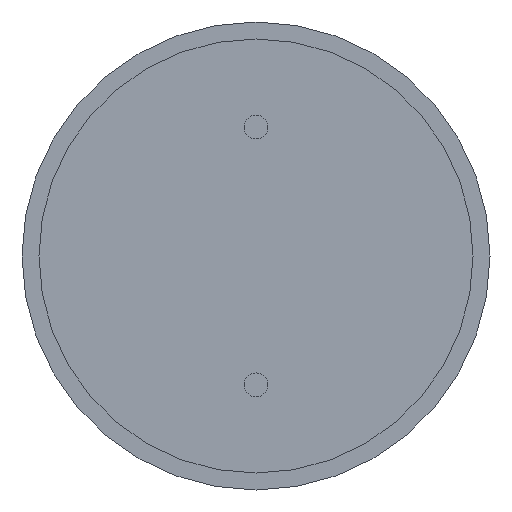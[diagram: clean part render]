
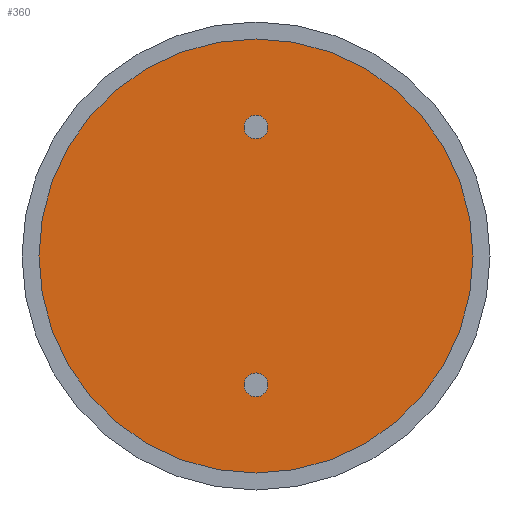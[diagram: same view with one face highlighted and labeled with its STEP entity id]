
A CAD part, front view. The second image highlights one B-rep face of the part: STEP entity #360.
In plain terms, the highlighted planar face has unit normal (0, -1, 0).
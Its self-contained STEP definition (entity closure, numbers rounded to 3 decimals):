
#1 = ORIENTED_EDGE ( 'NONE', *, *, #106, .T. ) ;
#12 = VERTEX_POINT ( 'NONE', #648 ) ;
#34 = AXIS2_PLACEMENT_3D ( 'NONE', #349, #633, #550 ) ;
#73 = CIRCLE ( 'NONE', #692, 0.35 ) ;
#92 = CARTESIAN_POINT ( 'NONE',  ( 0., 0.5, -3.8 ) ) ;
#99 = EDGE_CURVE ( 'NONE', #12, #480, #257, .T. ) ;
#106 = EDGE_CURVE ( 'NONE', #644, #336, #425, .T. ) ;
#129 = DIRECTION ( 'NONE',  ( 0., -1., 0. ) ) ;
#149 = DIRECTION ( 'NONE',  ( 0., -1., 0. ) ) ;
#150 = AXIS2_PLACEMENT_3D ( 'NONE', #183, #891, #254 ) ;
#157 = CARTESIAN_POINT ( 'NONE',  ( 0., 0.5, 6.4 ) ) ;
#170 = DIRECTION ( 'NONE',  ( 0., -1., 0. ) ) ;
#183 = CARTESIAN_POINT ( 'NONE',  ( 6.4, 0.5, 0. ) ) ;
#222 = EDGE_CURVE ( 'NONE', #480, #12, #73, .T. ) ;
#252 = EDGE_CURVE ( 'NONE', #315, #678, #767, .T. ) ;
#254 = DIRECTION ( 'NONE',  ( 0., 0., -1. ) ) ;
#257 = CIRCLE ( 'NONE', #522, 0.35 ) ;
#264 = EDGE_CURVE ( 'NONE', #336, #644, #559, .T. ) ;
#296 = DIRECTION ( 'NONE',  ( 0., 0., 1. ) ) ;
#315 = VERTEX_POINT ( 'NONE', #690 ) ;
#321 = EDGE_LOOP ( 'NONE', ( #736, #1 ) ) ;
#328 = CARTESIAN_POINT ( 'NONE',  ( 0., 0.5, 3.8 ) ) ;
#329 = DIRECTION ( 'NONE',  ( 0., -1., 0. ) ) ;
#336 = VERTEX_POINT ( 'NONE', #423 ) ;
#349 = CARTESIAN_POINT ( 'NONE',  ( 0., 0.5, 0. ) ) ;
#356 = ORIENTED_EDGE ( 'NONE', *, *, #99, .F. ) ;
#360 = ADVANCED_FACE ( 'NONE', ( #632, #886, #828 ), #512, .T. ) ;
#370 = DIRECTION ( 'NONE',  ( 0., 0., -1. ) ) ;
#377 = CIRCLE ( 'NONE', #759, 0.35 ) ;
#411 = CARTESIAN_POINT ( 'NONE',  ( 0., 0.5, 3.45 ) ) ;
#413 = CARTESIAN_POINT ( 'NONE',  ( 0., 0.5, -4.15 ) ) ;
#423 = CARTESIAN_POINT ( 'NONE',  ( 0., 0.5, -6.4 ) ) ;
#425 = CIRCLE ( 'NONE', #464, 6.4 ) ;
#464 = AXIS2_PLACEMENT_3D ( 'NONE', #879, #823, #370 ) ;
#480 = VERTEX_POINT ( 'NONE', #413 ) ;
#483 = CARTESIAN_POINT ( 'NONE',  ( 0., 0.5, 3.8 ) ) ;
#512 = PLANE ( 'NONE',  #150 ) ;
#522 = AXIS2_PLACEMENT_3D ( 'NONE', #92, #149, #700 ) ;
#550 = DIRECTION ( 'NONE',  ( 0., 0., -1. ) ) ;
#559 = CIRCLE ( 'NONE', #34, 6.4 ) ;
#565 = ORIENTED_EDGE ( 'NONE', *, *, #252, .F. ) ;
#622 = EDGE_CURVE ( 'NONE', #678, #315, #377, .T. ) ;
#626 = AXIS2_PLACEMENT_3D ( 'NONE', #328, #129, #834 ) ;
#632 = FACE_BOUND ( 'NONE', #809, .T. ) ;
#633 = DIRECTION ( 'NONE',  ( 0., -1., 0. ) ) ;
#644 = VERTEX_POINT ( 'NONE', #157 ) ;
#648 = CARTESIAN_POINT ( 'NONE',  ( 0., 0.5, -3.45 ) ) ;
#656 = EDGE_LOOP ( 'NONE', ( #356, #827 ) ) ;
#678 = VERTEX_POINT ( 'NONE', #411 ) ;
#689 = ORIENTED_EDGE ( 'NONE', *, *, #622, .F. ) ;
#690 = CARTESIAN_POINT ( 'NONE',  ( 0., 0.5, 4.15 ) ) ;
#692 = AXIS2_PLACEMENT_3D ( 'NONE', #762, #170, #296 ) ;
#700 = DIRECTION ( 'NONE',  ( 0., 0., 1. ) ) ;
#736 = ORIENTED_EDGE ( 'NONE', *, *, #264, .T. ) ;
#759 = AXIS2_PLACEMENT_3D ( 'NONE', #483, #329, #860 ) ;
#762 = CARTESIAN_POINT ( 'NONE',  ( 0., 0.5, -3.8 ) ) ;
#767 = CIRCLE ( 'NONE', #626, 0.35 ) ;
#809 = EDGE_LOOP ( 'NONE', ( #565, #689 ) ) ;
#823 = DIRECTION ( 'NONE',  ( 0., -1., 0. ) ) ;
#827 = ORIENTED_EDGE ( 'NONE', *, *, #222, .F. ) ;
#828 = FACE_BOUND ( 'NONE', #656, .T. ) ;
#834 = DIRECTION ( 'NONE',  ( 0., 0., -1. ) ) ;
#860 = DIRECTION ( 'NONE',  ( 0., 0., -1. ) ) ;
#879 = CARTESIAN_POINT ( 'NONE',  ( 0., 0.5, 0. ) ) ;
#886 = FACE_OUTER_BOUND ( 'NONE', #321, .T. ) ;
#891 = DIRECTION ( 'NONE',  ( 0., -1., 0. ) ) ;
